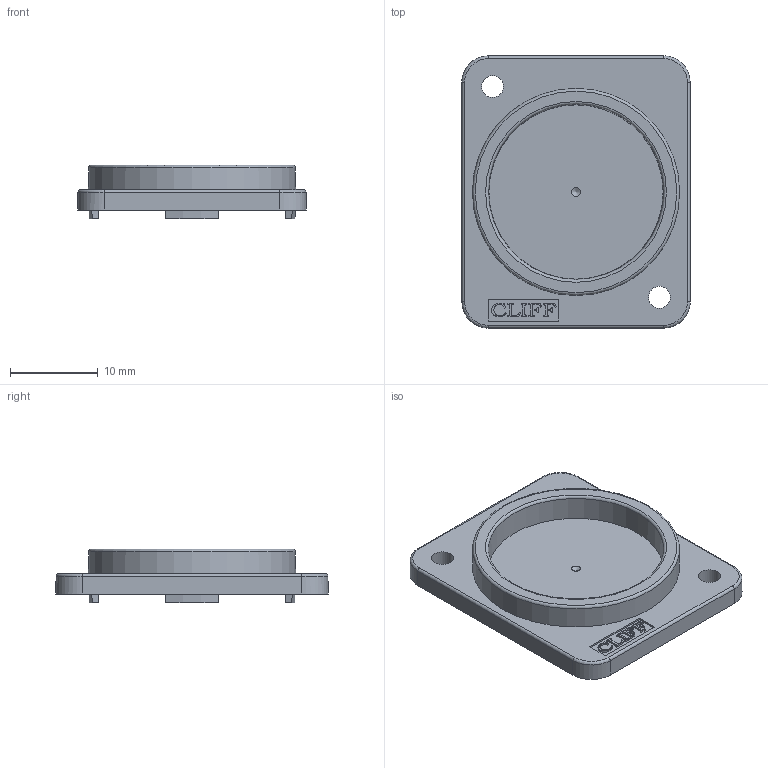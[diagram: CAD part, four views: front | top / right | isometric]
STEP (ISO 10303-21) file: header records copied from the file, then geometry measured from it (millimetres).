
FILE_DESCRIPTION(/* description */ (''),/* implementation_level */ '2;1');
FILE_NAME(/* name */ 'CP30300X plain hole.stp',/* time_stamp */ '2025-04-01T12:52:24+01:00',/* author */ ('tottley'),/* organization */ (''),/* preprocessor_version */ 'ST-DEVELOPER v20',/* originating_system */ 'Autodesk Inventor 2025',/* authorisation */ '');
FILE_SCHEMA (('AUTOMOTIVE_DESIGN { 1 0 10303 214 3 1 1 }'));
Length unit declared in the file: millimetre
Products named in the file (1): CP30300X plain hole
Bounding box: 26 x 31 x 6.1 mm (x, y, z)
Volume: 2108.6 mm3; surface area: 2282.9 mm2
Topology: 1 solids, 1 shells, 164 faces, 440 edges, 290 vertices
Faces by surface type: plane 102, bspline 38, cone 12, cylinder 10, torus 2
Full cylindrical faces by diameter (mm): 2.5 x2
Entity records: 5619 total; most frequent: CARTESIAN_POINT 1527, ORIENTED_EDGE 876, DIRECTION 658, EDGE_CURVE 438, LINE 304, VECTOR 304, VERTEX_POINT 290, EDGE_LOOP 182
